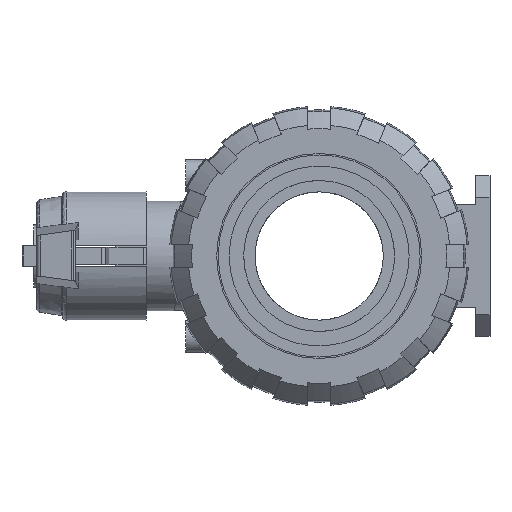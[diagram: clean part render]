
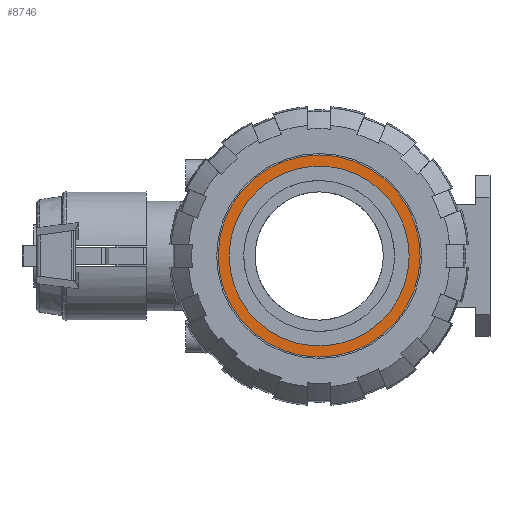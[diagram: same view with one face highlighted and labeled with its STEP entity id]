
A CAD part, left-side view. The second image highlights one B-rep face of the part: STEP entity #8746.
In plain terms, the highlighted planar face has unit normal (-1, 0, 0).
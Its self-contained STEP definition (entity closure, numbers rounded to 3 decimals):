
#99=FACE_BOUND('',#1874,.T.);
#960=PLANE('',#9450);
#1390=FACE_OUTER_BOUND('',#1873,.T.);
#1873=EDGE_LOOP('',(#7069,#7070));
#1874=EDGE_LOOP('',(#7071,#7072));
#3228=B_SPLINE_CURVE_WITH_KNOTS('',8,(#17346,#17347,#17348,#17349,#17350,
#17351,#17352,#17353,#17354),.UNSPECIFIED.,.F.,.F.,(9,9),(3.142,
6.283),.UNSPECIFIED.);
#3229=B_SPLINE_CURVE_WITH_KNOTS('',8,(#17375,#17376,#17377,#17378,#17379,
#17380,#17381,#17382,#17383),.UNSPECIFIED.,.F.,.F.,(9,9),(0.,
3.142),.UNSPECIFIED.);
#3230=B_SPLINE_CURVE_WITH_KNOTS('',8,(#17405,#17406,#17407,#17408,#17409,
#17410,#17411,#17412,#17413),.UNSPECIFIED.,.F.,.F.,(9,9),(-6.283,
-3.142),.UNSPECIFIED.);
#3231=B_SPLINE_CURVE_WITH_KNOTS('',8,(#17433,#17434,#17435,#17436,#17437,
#17438,#17439,#17440,#17441),.UNSPECIFIED.,.F.,.F.,(9,9),(-3.142,
0.),.UNSPECIFIED.);
#3851=VERTEX_POINT('',#17344);
#3852=VERTEX_POINT('',#17345);
#3853=VERTEX_POINT('',#17402);
#3854=VERTEX_POINT('',#17404);
#4986=EDGE_CURVE('',#3851,#3852,#3228,.T.);
#4989=EDGE_CURVE('',#3852,#3851,#3229,.T.);
#4991=EDGE_CURVE('',#3854,#3853,#3230,.T.);
#4993=EDGE_CURVE('',#3853,#3854,#3231,.T.);
#7069=ORIENTED_EDGE('',*,*,#4993,.T.);
#7070=ORIENTED_EDGE('',*,*,#4991,.T.);
#7071=ORIENTED_EDGE('',*,*,#4989,.T.);
#7072=ORIENTED_EDGE('',*,*,#4986,.T.);
#8746=ADVANCED_FACE('',(#1390,#99),#960,.T.);
#9450=AXIS2_PLACEMENT_3D('',#17442,#11115,#11116);
#11115=DIRECTION('center_axis',(-1.,0.,0.));
#11116=DIRECTION('ref_axis',(0.,1.,0.));
#17344=CARTESIAN_POINT('',(-76.15,-44.75,0.));
#17345=CARTESIAN_POINT('',(-76.15,44.75,0.));
#17346=CARTESIAN_POINT('Ctrl Pts',(-76.15,-44.75,0.));
#17347=CARTESIAN_POINT('Ctrl Pts',(-76.15,-44.75,-17.573));
#17348=CARTESIAN_POINT('Ctrl Pts',(-76.15,-36.864,-35.146));
#17349=CARTESIAN_POINT('Ctrl Pts',(-76.15,-21.093,-48.59));
#17350=CARTESIAN_POINT('Ctrl Pts',(-76.15,-0.004,-53.78));
#17351=CARTESIAN_POINT('Ctrl Pts',(-76.15,21.099,-48.59));
#17352=CARTESIAN_POINT('Ctrl Pts',(-76.15,36.864,-35.146));
#17353=CARTESIAN_POINT('Ctrl Pts',(-76.15,44.75,-17.573));
#17354=CARTESIAN_POINT('Ctrl Pts',(-76.15,44.75,0.));
#17375=CARTESIAN_POINT('Ctrl Pts',(-76.15,44.75,0.));
#17376=CARTESIAN_POINT('Ctrl Pts',(-76.15,44.75,17.573));
#17377=CARTESIAN_POINT('Ctrl Pts',(-76.15,36.864,35.146));
#17378=CARTESIAN_POINT('Ctrl Pts',(-76.15,21.093,48.59));
#17379=CARTESIAN_POINT('Ctrl Pts',(-76.15,0.004,53.78));
#17380=CARTESIAN_POINT('Ctrl Pts',(-76.15,-21.099,48.59));
#17381=CARTESIAN_POINT('Ctrl Pts',(-76.15,-36.864,35.146));
#17382=CARTESIAN_POINT('Ctrl Pts',(-76.15,-44.75,17.573));
#17383=CARTESIAN_POINT('Ctrl Pts',(-76.15,-44.75,0.));
#17402=CARTESIAN_POINT('',(-76.15,0.,50.25));
#17404=CARTESIAN_POINT('',(-76.15,0.,-50.25));
#17405=CARTESIAN_POINT('Ctrl Pts',(-76.15,0.,-50.25));
#17406=CARTESIAN_POINT('Ctrl Pts',(-76.15,-19.733,-50.25));
#17407=CARTESIAN_POINT('Ctrl Pts',(-76.15,-39.466,-41.395));
#17408=CARTESIAN_POINT('Ctrl Pts',(-76.15,-54.561,-23.692));
#17409=CARTESIAN_POINT('Ctrl Pts',(-76.15,-60.39,0.005));
#17410=CARTESIAN_POINT('Ctrl Pts',(-76.15,-54.561,23.686));
#17411=CARTESIAN_POINT('Ctrl Pts',(-76.15,-39.466,41.394));
#17412=CARTESIAN_POINT('Ctrl Pts',(-76.15,-19.733,50.25));
#17413=CARTESIAN_POINT('Ctrl Pts',(-76.15,0.,50.25));
#17433=CARTESIAN_POINT('Ctrl Pts',(-76.15,0.,50.25));
#17434=CARTESIAN_POINT('Ctrl Pts',(-76.15,19.733,50.25));
#17435=CARTESIAN_POINT('Ctrl Pts',(-76.15,39.466,41.395));
#17436=CARTESIAN_POINT('Ctrl Pts',(-76.15,54.561,23.692));
#17437=CARTESIAN_POINT('Ctrl Pts',(-76.15,60.39,-0.005));
#17438=CARTESIAN_POINT('Ctrl Pts',(-76.15,54.561,-23.686));
#17439=CARTESIAN_POINT('Ctrl Pts',(-76.15,39.466,-41.394));
#17440=CARTESIAN_POINT('Ctrl Pts',(-76.15,19.733,-50.25));
#17441=CARTESIAN_POINT('Ctrl Pts',(-76.15,0.,-50.25));
#17442=CARTESIAN_POINT('Origin',(-76.15,-52.265,52.26));
